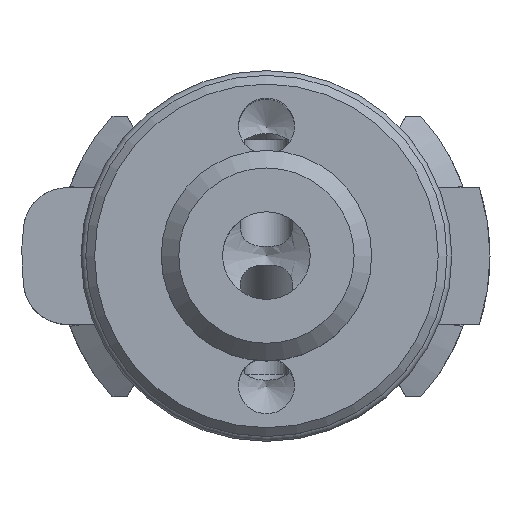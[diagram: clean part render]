
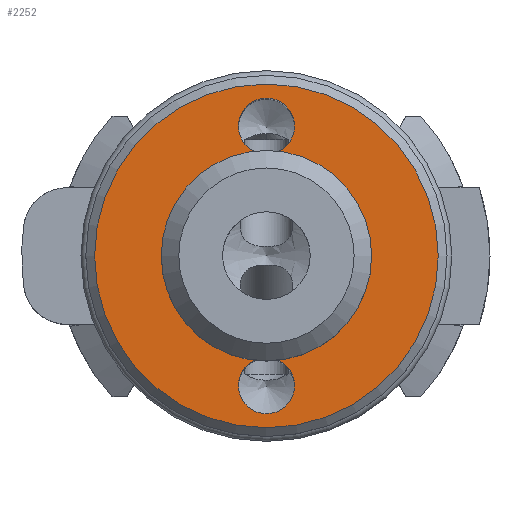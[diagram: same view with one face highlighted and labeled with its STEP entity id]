
A CAD part, top view. The second image highlights one B-rep face of the part: STEP entity #2252.
In plain terms, the highlighted planar face has unit normal (0, 0, 1).
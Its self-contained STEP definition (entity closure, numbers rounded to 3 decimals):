
#140=PLANE('',#2446);
#254=CIRCLE('',#2440,9.8);
#258=CIRCLE('',#2447,1.6);
#259=CIRCLE('',#2448,1.6);
#260=CIRCLE('',#2449,5.);
#482=VERTEX_POINT('',#3844);
#483=VERTEX_POINT('',#3846);
#487=VERTEX_POINT('',#3859);
#488=VERTEX_POINT('',#3860);
#489=VERTEX_POINT('',#3862);
#490=VERTEX_POINT('',#3863);
#491=VERTEX_POINT('',#3865);
#1042=EDGE_CURVE('',#483,#482,#254,.T.);
#1043=EDGE_CURVE('',#482,#483,#254,.T.);
#1050=EDGE_CURVE('',#487,#488,#258,.T.);
#1051=EDGE_CURVE('',#488,#487,#258,.T.);
#1052=EDGE_CURVE('',#489,#490,#259,.T.);
#1053=EDGE_CURVE('',#490,#489,#259,.T.);
#1054=EDGE_CURVE('',#491,#491,#260,.T.);
#1508=ORIENTED_EDGE('',*,*,#1050,.T.);
#1509=ORIENTED_EDGE('',*,*,#1051,.T.);
#1510=ORIENTED_EDGE('',*,*,#1052,.T.);
#1511=ORIENTED_EDGE('',*,*,#1053,.T.);
#1512=ORIENTED_EDGE('',*,*,#1054,.T.);
#1513=ORIENTED_EDGE('',*,*,#1042,.T.);
#1514=ORIENTED_EDGE('',*,*,#1043,.T.);
#1963=EDGE_LOOP('',(#1508,#1509));
#1964=EDGE_LOOP('',(#1510,#1511));
#1965=EDGE_LOOP('',(#1512));
#1966=EDGE_LOOP('',(#1513,#1514));
#2110=FACE_BOUND('',#1963,.T.);
#2111=FACE_BOUND('',#1964,.T.);
#2112=FACE_BOUND('',#1965,.T.);
#2113=FACE_BOUND('',#1966,.T.);
#2252=ADVANCED_FACE('',(#2110,#2111,#2112,#2113),#140,.F.);
#2440=AXIS2_PLACEMENT_3D('',#3845,#2839,#2840);
#2446=AXIS2_PLACEMENT_3D('',#3857,#2853,$);
#2447=AXIS2_PLACEMENT_3D('',#3858,#2854,#2855);
#2448=AXIS2_PLACEMENT_3D('',#3861,#2856,#2857);
#2449=AXIS2_PLACEMENT_3D('',#3864,#2858,#2859);
#2839=DIRECTION('',(0.,0.,1.));
#2840=DIRECTION('',(0.,-9.8,0.));
#2853=DIRECTION('',(0.,0.,-1.));
#2854=DIRECTION('',(0.,0.,-1.));
#2855=DIRECTION('',(1.6,0.,0.));
#2856=DIRECTION('',(0.,0.,-1.));
#2857=DIRECTION('',(1.6,0.,0.));
#2858=DIRECTION('',(0.,0.,-1.));
#2859=DIRECTION('',(5.,0.,0.));
#3844=CARTESIAN_POINT('',(0.,9.8,0.));
#3845=CARTESIAN_POINT('',(0.,0.,0.));
#3846=CARTESIAN_POINT('',(0.,-9.8,0.));
#3857=CARTESIAN_POINT('',(-9.8,0.,0.));
#3858=CARTESIAN_POINT('',(0.,-7.4,0.));
#3859=CARTESIAN_POINT('',(1.6,-7.4,0.));
#3860=CARTESIAN_POINT('',(-1.6,-7.4,0.));
#3861=CARTESIAN_POINT('',(0.,7.4,0.));
#3862=CARTESIAN_POINT('',(1.6,7.4,0.));
#3863=CARTESIAN_POINT('',(-1.6,7.4,0.));
#3864=CARTESIAN_POINT('',(0.,0.,0.));
#3865=CARTESIAN_POINT('',(5.,0.,0.));
